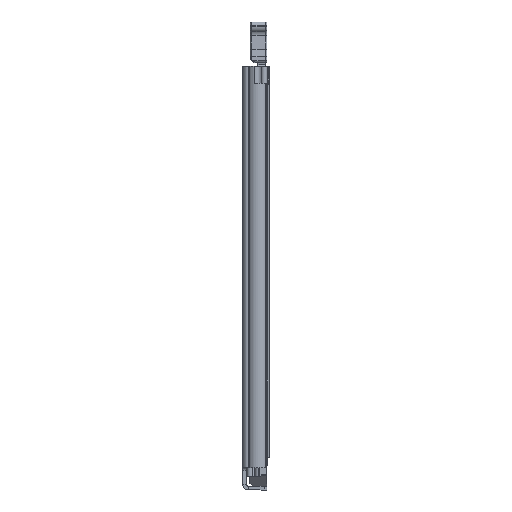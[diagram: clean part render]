
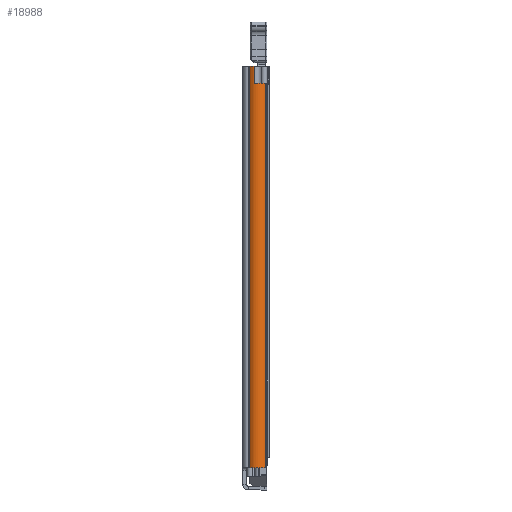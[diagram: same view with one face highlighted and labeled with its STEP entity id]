
A CAD part, front view. The second image highlights one B-rep face of the part: STEP entity #18988.
In plain terms, the highlighted cylindrical face has radius 7.6 mm (diameter 15.2 mm), a partial arc.
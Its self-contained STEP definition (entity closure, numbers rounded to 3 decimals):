
#497 = CARTESIAN_POINT ( 'NONE',  ( 5.244, -35.891, 0. ) ) ;
#694 = CARTESIAN_POINT ( 'NONE',  ( 8.413, -37.778, 0. ) ) ;
#1269 = EDGE_CURVE ( 'NONE', #6929, #18146, #22858, .T. ) ;
#1332 = CARTESIAN_POINT ( 'NONE',  ( 5.244, -35.891, -288.8 ) ) ;
#1581 = DIRECTION ( 'NONE',  ( 0., 0., 1. ) ) ;
#1945 = CARTESIAN_POINT ( 'NONE',  ( 8.413, -37.778, -304.8 ) ) ;
#3509 = ORIENTED_EDGE ( 'NONE', *, *, #25488, .T. ) ;
#4151 = CARTESIAN_POINT ( 'NONE',  ( 10.602, -30.5, -12.2 ) ) ;
#4224 = DIRECTION ( 'NONE',  ( 0., 0., 1. ) ) ;
#4628 = DIRECTION ( 'NONE',  ( 1., 0., 0. ) ) ;
#4672 = ORIENTED_EDGE ( 'NONE', *, *, #24591, .T. ) ;
#4946 = EDGE_CURVE ( 'NONE', #6929, #6274, #9588, .T. ) ;
#6119 = DIRECTION ( 'NONE',  ( 1., 0., 0. ) ) ;
#6157 = DIRECTION ( 'NONE',  ( 1., 0., 0. ) ) ;
#6274 = VERTEX_POINT ( 'NONE', #694 ) ;
#6929 = VERTEX_POINT ( 'NONE', #12087 ) ;
#8235 = DIRECTION ( 'NONE',  ( 0., 0., 1. ) ) ;
#9588 = LINE ( 'NONE', #1945, #19951 ) ;
#9668 = CIRCLE ( 'NONE', #27709, 7.6 ) ;
#10548 = ORIENTED_EDGE ( 'NONE', *, *, #1269, .F. ) ;
#10728 = CARTESIAN_POINT ( 'NONE',  ( 10.602, -30.5, 0. ) ) ;
#11753 = CARTESIAN_POINT ( 'NONE',  ( 16.488, -35.307, -12.2 ) ) ;
#11948 = EDGE_CURVE ( 'NONE', #13580, #18576, #17505, .T. ) ;
#11949 = CYLINDRICAL_SURFACE ( 'NONE', #13557, 7.6 ) ;
#12087 = CARTESIAN_POINT ( 'NONE',  ( 8.413, -37.778, -12.2 ) ) ;
#12435 = AXIS2_PLACEMENT_3D ( 'NONE', #10728, #25422, #6157 ) ;
#13141 = DIRECTION ( 'NONE',  ( 0., 0., 1. ) ) ;
#13557 = AXIS2_PLACEMENT_3D ( 'NONE', #31638, #29207, #4628 ) ;
#13580 = VERTEX_POINT ( 'NONE', #1332 ) ;
#15329 = DIRECTION ( 'NONE',  ( 1., 0., 0. ) ) ;
#15796 = EDGE_LOOP ( 'NONE', ( #20293, #4672, #10548, #24665, #3509, #27728 ) ) ;
#15830 = CARTESIAN_POINT ( 'NONE',  ( 16.488, -35.307, -304.8 ) ) ;
#17191 = VECTOR ( 'NONE', #29956, 1000. ) ;
#17197 = CARTESIAN_POINT ( 'NONE',  ( 5.244, -35.891, -304.8 ) ) ;
#17505 = LINE ( 'NONE', #17197, #17191 ) ;
#18146 = VERTEX_POINT ( 'NONE', #11753 ) ;
#18576 = VERTEX_POINT ( 'NONE', #497 ) ;
#18988 = ADVANCED_FACE ( 'NONE', ( #25012 ), #11949, .T. ) ;
#19951 = VECTOR ( 'NONE', #4224, 1000. ) ;
#20293 = ORIENTED_EDGE ( 'NONE', *, *, #30700, .T. ) ;
#22858 = CIRCLE ( 'NONE', #25473, 7.6 ) ;
#22933 = CARTESIAN_POINT ( 'NONE',  ( 10.602, -30.5, -288.8 ) ) ;
#23223 = VECTOR ( 'NONE', #13141, 1000. ) ;
#24591 = EDGE_CURVE ( 'NONE', #28162, #18146, #28132, .T. ) ;
#24665 = ORIENTED_EDGE ( 'NONE', *, *, #4946, .T. ) ;
#25012 = FACE_OUTER_BOUND ( 'NONE', #15796, .T. ) ;
#25422 = DIRECTION ( 'NONE',  ( 0., 0., -1. ) ) ;
#25473 = AXIS2_PLACEMENT_3D ( 'NONE', #4151, #1581, #6119 ) ;
#25488 = EDGE_CURVE ( 'NONE', #6274, #18576, #31507, .T. ) ;
#25843 = CARTESIAN_POINT ( 'NONE',  ( 16.488, -35.307, -288.8 ) ) ;
#27709 = AXIS2_PLACEMENT_3D ( 'NONE', #22933, #8235, #15329 ) ;
#27728 = ORIENTED_EDGE ( 'NONE', *, *, #11948, .F. ) ;
#28132 = LINE ( 'NONE', #15830, #23223 ) ;
#28162 = VERTEX_POINT ( 'NONE', #25843 ) ;
#29207 = DIRECTION ( 'NONE',  ( 0., 0., 1. ) ) ;
#29956 = DIRECTION ( 'NONE',  ( 0., 0., 1. ) ) ;
#30700 = EDGE_CURVE ( 'NONE', #13580, #28162, #9668, .T. ) ;
#31507 = CIRCLE ( 'NONE', #12435, 7.6 ) ;
#31638 = CARTESIAN_POINT ( 'NONE',  ( 10.602, -30.5, -304.8 ) ) ;
